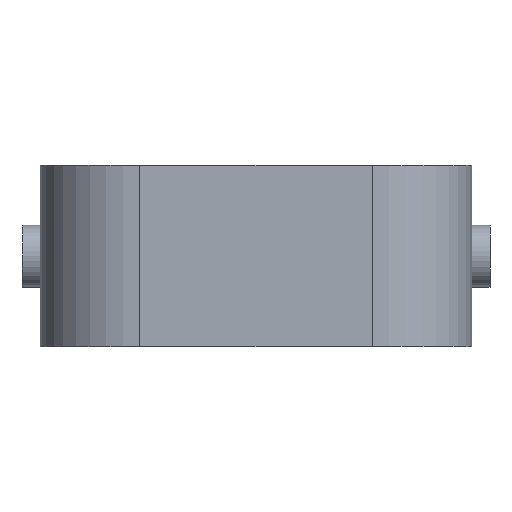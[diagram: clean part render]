
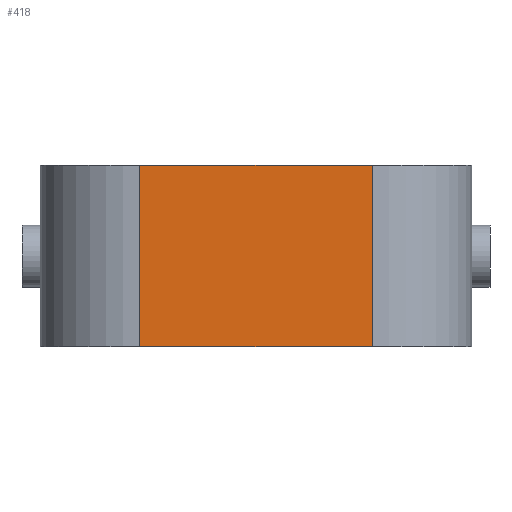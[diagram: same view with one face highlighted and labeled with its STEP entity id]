
A CAD part, top view. The second image highlights one B-rep face of the part: STEP entity #418.
In plain terms, the highlighted planar face has unit normal (0, 0, 1).
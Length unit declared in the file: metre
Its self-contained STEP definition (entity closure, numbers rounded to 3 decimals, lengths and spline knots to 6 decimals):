
#96=ORIENTED_EDGE('',*,*,#195,.F.);
#97=ORIENTED_EDGE('',*,*,#196,.F.);
#98=ORIENTED_EDGE('',*,*,#197,.T.);
#99=ORIENTED_EDGE('',*,*,#193,.T.);
#193=EDGE_CURVE('',#237,#236,#280,.T.);
#195=EDGE_CURVE('',#238,#236,#281,.T.);
#196=EDGE_CURVE('',#239,#238,#282,.T.);
#197=EDGE_CURVE('',#239,#237,#283,.T.);
#236=VERTEX_POINT('',#697);
#237=VERTEX_POINT('',#699);
#238=VERTEX_POINT('',#703);
#239=VERTEX_POINT('',#705);
#280=LINE('',#698,#316);
#281=LINE('',#702,#317);
#282=LINE('',#704,#318);
#283=LINE('',#706,#319);
#316=VECTOR('',#565,1.);
#317=VECTOR('',#570,1.);
#318=VECTOR('',#571,1.);
#319=VECTOR('',#572,1.);
#332=EDGE_LOOP('',(#96,#97,#98,#99));
#366=FACE_BOUND('',#332,.T.);
#397=PLANE('',#467);
#418=ADVANCED_FACE('',(#366),#397,.T.);
#467=AXIS2_PLACEMENT_3D('',#701,#568,#569);
#565=DIRECTION('',(0.,1.,0.));
#568=DIRECTION('',(0.,0.,1.));
#569=DIRECTION('',(1.,0.,0.));
#570=DIRECTION('',(1.,0.,0.));
#571=DIRECTION('',(0.,1.,0.));
#572=DIRECTION('',(1.,0.,0.));
#697=CARTESIAN_POINT('',(0.0032,0.0025,0.00855));
#698=CARTESIAN_POINT('',(0.0032,-0.0025,0.00855));
#699=CARTESIAN_POINT('',(0.0032,-0.0025,0.00855));
#701=CARTESIAN_POINT('',(0.,-0.0025,0.00855));
#702=CARTESIAN_POINT('',(0.,0.0025,0.00855));
#703=CARTESIAN_POINT('',(-0.0032,0.0025,0.00855));
#704=CARTESIAN_POINT('',(-0.0032,-0.0025,0.00855));
#705=CARTESIAN_POINT('',(-0.0032,-0.0025,0.00855));
#706=CARTESIAN_POINT('',(0.,-0.0025,0.00855));
